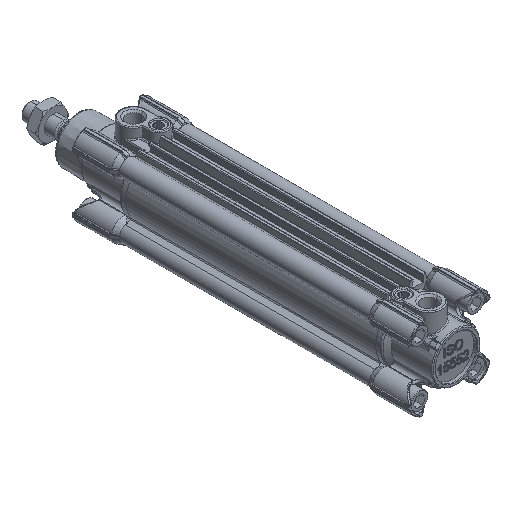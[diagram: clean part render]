
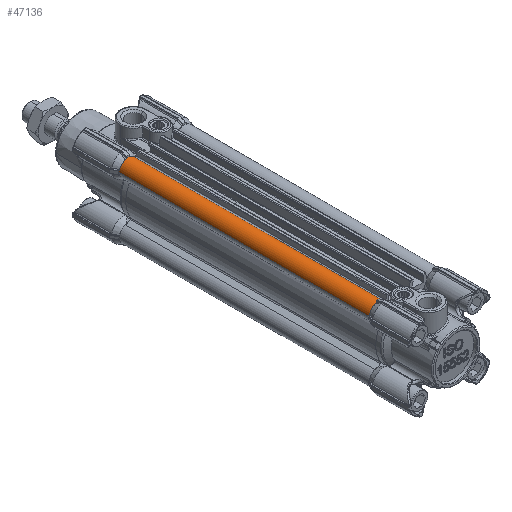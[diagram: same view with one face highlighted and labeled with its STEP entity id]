
A CAD part, isometric view. The second image highlights one B-rep face of the part: STEP entity #47136.
In plain terms, the highlighted cylindrical face has radius 5 mm (diameter 10 mm), a partial arc.
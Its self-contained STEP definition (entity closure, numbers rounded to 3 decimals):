
#319 = CARTESIAN_POINT ( 'NONE',  ( -12.499, 25., 19.557 ) ) ;
#1395 = CIRCLE ( 'NONE', #19448, 5. ) ;
#3792 = CARTESIAN_POINT ( 'NONE',  ( -12.499, 125., 19.557 ) ) ;
#9203 = ORIENTED_EDGE ( 'NONE', *, *, #78020, .T. ) ;
#10600 = VECTOR ( 'NONE', #82870, 1000. ) ;
#11561 = ORIENTED_EDGE ( 'NONE', *, *, #80839, .T. ) ;
#19448 = AXIS2_PLACEMENT_3D ( 'NONE', #33401, #23679, #54953 ) ;
#22565 = EDGE_LOOP ( 'NONE', ( #66188, #96933, #9203, #11561 ) ) ;
#23679 = DIRECTION ( 'NONE',  ( 0., -1., 0. ) ) ;
#23748 = EDGE_CURVE ( 'NONE', #80454, #72888, #93041, .T. ) ;
#29161 = AXIS2_PLACEMENT_3D ( 'NONE', #60357, #53684, #91681 ) ;
#33401 = CARTESIAN_POINT ( 'NONE',  ( -16.25, 169., 16.25 ) ) ;
#45237 = VECTOR ( 'NONE', #58165, 1000. ) ;
#46434 = CARTESIAN_POINT ( 'NONE',  ( -12.499, 169., 19.557 ) ) ;
#47136 = ADVANCED_FACE ( 'NONE', ( #66100 ), #81016, .T. ) ;
#47895 = CARTESIAN_POINT ( 'NONE',  ( -21.25, 25., 16.25 ) ) ;
#51580 = LINE ( 'NONE', #73133, #10600 ) ;
#52507 = CARTESIAN_POINT ( 'NONE',  ( -21.25, 169., 16.25 ) ) ;
#52941 = VERTEX_POINT ( 'NONE', #46434 ) ;
#53684 = DIRECTION ( 'NONE',  ( 0., -1., 0. ) ) ;
#54953 = DIRECTION ( 'NONE',  ( 1., 0., 0. ) ) ;
#57901 = DIRECTION ( 'NONE',  ( -1., 0., 0. ) ) ;
#58165 = DIRECTION ( 'NONE',  ( 0., 1., 0. ) ) ;
#58398 = CARTESIAN_POINT ( 'NONE',  ( -16.25, 125., 16.25 ) ) ;
#60357 = CARTESIAN_POINT ( 'NONE',  ( -16.25, 25., 16.25 ) ) ;
#66100 = FACE_OUTER_BOUND ( 'NONE', #22565, .T. ) ;
#66188 = ORIENTED_EDGE ( 'NONE', *, *, #75727, .F. ) ;
#70493 = AXIS2_PLACEMENT_3D ( 'NONE', #58398, #96950, #57901 ) ;
#71824 = VERTEX_POINT ( 'NONE', #52507 ) ;
#72888 = VERTEX_POINT ( 'NONE', #47895 ) ;
#73133 = CARTESIAN_POINT ( 'NONE',  ( -21.25, 125., 16.25 ) ) ;
#75727 = EDGE_CURVE ( 'NONE', #72888, #71824, #51580, .T. ) ;
#78020 = EDGE_CURVE ( 'NONE', #80454, #52941, #96696, .T. ) ;
#80454 = VERTEX_POINT ( 'NONE', #319 ) ;
#80839 = EDGE_CURVE ( 'NONE', #52941, #71824, #1395, .T. ) ;
#81016 = CYLINDRICAL_SURFACE ( 'NONE', #70493, 5. ) ;
#82870 = DIRECTION ( 'NONE',  ( 0., 1., 0. ) ) ;
#91681 = DIRECTION ( 'NONE',  ( 1., 0., 0. ) ) ;
#93041 = CIRCLE ( 'NONE', #29161, 5. ) ;
#96696 = LINE ( 'NONE', #3792, #45237 ) ;
#96933 = ORIENTED_EDGE ( 'NONE', *, *, #23748, .F. ) ;
#96950 = DIRECTION ( 'NONE',  ( 0., 1., 0. ) ) ;
